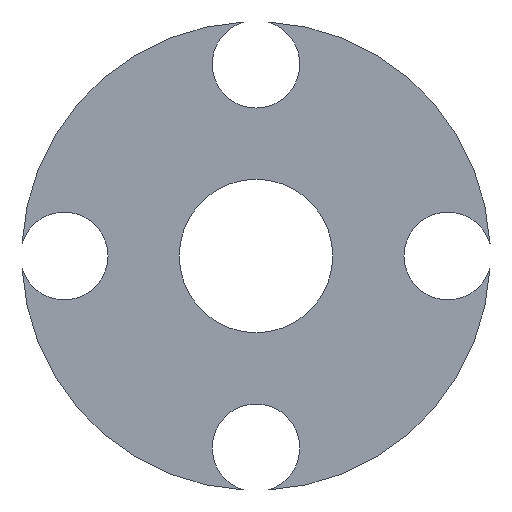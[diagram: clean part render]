
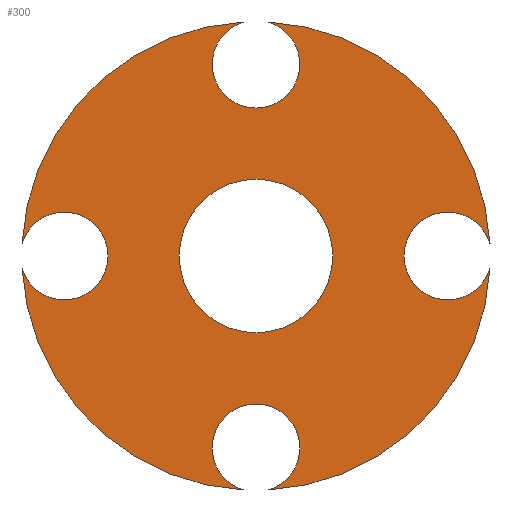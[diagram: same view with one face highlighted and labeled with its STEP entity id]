
A CAD part, left-side view. The second image highlights one B-rep face of the part: STEP entity #300.
In plain terms, the highlighted planar face has unit normal (-1, 0, 0).
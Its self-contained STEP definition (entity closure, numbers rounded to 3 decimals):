
#8 = AXIS2_PLACEMENT_3D ( 'NONE', #479, #214, #483 ) ;
#14 = PLANE ( 'NONE',  #279 ) ;
#16 = CARTESIAN_POINT ( 'NONE',  ( 3.4, -7., 1.6 ) ) ;
#20 = ORIENTED_EDGE ( 'NONE', *, *, #76, .F. ) ;
#25 = ORIENTED_EDGE ( 'NONE', *, *, #30, .F. ) ;
#30 = EDGE_CURVE ( 'NONE', #330, #59, #164, .T. ) ;
#33 = DIRECTION ( 'NONE',  ( 0., 0., -1. ) ) ;
#36 = AXIS2_PLACEMENT_3D ( 'NONE', #274, #43, #177 ) ;
#37 = CIRCLE ( 'NONE', #8, 1.6 ) ;
#43 = DIRECTION ( 'NONE',  ( -1., 0., 0. ) ) ;
#49 = VERTEX_POINT ( 'NONE', #438 ) ;
#52 = VERTEX_POINT ( 'NONE', #396 ) ;
#59 = VERTEX_POINT ( 'NONE', #571 ) ;
#64 = CIRCLE ( 'NONE', #136, 1.6 ) ;
#65 = ORIENTED_EDGE ( 'NONE', *, *, #293, .T. ) ;
#66 = DIRECTION ( 'NONE',  ( 0., 0., -1. ) ) ;
#67 = VERTEX_POINT ( 'NONE', #354 ) ;
#69 = CARTESIAN_POINT ( 'NONE',  ( 3.4, 0., 0. ) ) ;
#71 = CIRCLE ( 'NONE', #402, 8.55 ) ;
#73 = ORIENTED_EDGE ( 'NONE', *, *, #392, .T. ) ;
#74 = CIRCLE ( 'NONE', #544, 1.6 ) ;
#76 = EDGE_CURVE ( 'NONE', #550, #558, #393, .T. ) ;
#78 = CARTESIAN_POINT ( 'NONE',  ( 3.4, 0., 0. ) ) ;
#99 = CIRCLE ( 'NONE', #36, 1.6 ) ;
#105 = FACE_BOUND ( 'NONE', #237, .T. ) ;
#109 = CARTESIAN_POINT ( 'NONE',  ( 3.4, 0., 0. ) ) ;
#110 = CIRCLE ( 'NONE', #175, 8.55 ) ;
#111 = VERTEX_POINT ( 'NONE', #304 ) ;
#118 = CARTESIAN_POINT ( 'NONE',  ( 3.4, 7., 0. ) ) ;
#125 = EDGE_CURVE ( 'NONE', #382, #235, #64, .T. ) ;
#136 = AXIS2_PLACEMENT_3D ( 'NONE', #368, #318, #371 ) ;
#143 = VERTEX_POINT ( 'NONE', #311 ) ;
#157 = EDGE_CURVE ( 'NONE', #382, #52, #200, .T. ) ;
#163 = DIRECTION ( 'NONE',  ( -1., 0., 0. ) ) ;
#164 = CIRCLE ( 'NONE', #394, 1.6 ) ;
#172 = DIRECTION ( 'NONE',  ( -1., 0., 0. ) ) ;
#175 = AXIS2_PLACEMENT_3D ( 'NONE', #212, #172, #344 ) ;
#176 = DIRECTION ( 'NONE',  ( 0., 0., -1. ) ) ;
#177 = DIRECTION ( 'NONE',  ( 0., 0., -1. ) ) ;
#178 = EDGE_CURVE ( 'NONE', #143, #49, #74, .T. ) ;
#183 = DIRECTION ( 'NONE',  ( 0., 0., -1. ) ) ;
#185 = ORIENTED_EDGE ( 'NONE', *, *, #266, .F. ) ;
#186 = AXIS2_PLACEMENT_3D ( 'NONE', #540, #450, #453 ) ;
#198 = FACE_OUTER_BOUND ( 'NONE', #225, .T. ) ;
#200 = CIRCLE ( 'NONE', #563, 8.55 ) ;
#212 = CARTESIAN_POINT ( 'NONE',  ( 3.4, 0., 0. ) ) ;
#214 = DIRECTION ( 'NONE',  ( -1., 0., 0. ) ) ;
#219 = DIRECTION ( 'NONE',  ( 0., 0., -1. ) ) ;
#225 = EDGE_LOOP ( 'NONE', ( #512, #425, #435, #430, #369, #25, #185, #65, #346, #261, #20, #292, #314 ) ) ;
#230 = EDGE_CURVE ( 'NONE', #377, #550, #99, .T. ) ;
#235 = VERTEX_POINT ( 'NONE', #357 ) ;
#237 = EDGE_LOOP ( 'NONE', ( #73, #541 ) ) ;
#238 = EDGE_CURVE ( 'NONE', #67, #377, #440, .T. ) ;
#239 = CARTESIAN_POINT ( 'NONE',  ( 3.4, 7., -1.6 ) ) ;
#246 = DIRECTION ( 'NONE',  ( 1., 0., 0. ) ) ;
#252 = AXIS2_PLACEMENT_3D ( 'NONE', #294, #442, #301 ) ;
#260 = CIRCLE ( 'NONE', #403, 1.6 ) ;
#261 = ORIENTED_EDGE ( 'NONE', *, *, #478, .T. ) ;
#266 = EDGE_CURVE ( 'NONE', #358, #330, #260, .T. ) ;
#267 = CARTESIAN_POINT ( 'NONE',  ( 3.4, 7., 0. ) ) ;
#268 = DIRECTION ( 'NONE',  ( 0., 0., -1. ) ) ;
#269 = CARTESIAN_POINT ( 'NONE',  ( 3.4, 0., 0. ) ) ;
#274 = CARTESIAN_POINT ( 'NONE',  ( 3.4, -7., 0. ) ) ;
#279 = AXIS2_PLACEMENT_3D ( 'NONE', #109, #511, #66 ) ;
#291 = CARTESIAN_POINT ( 'NONE',  ( 3.4, 8.539, -0.438 ) ) ;
#292 = ORIENTED_EDGE ( 'NONE', *, *, #230, .F. ) ;
#293 = EDGE_CURVE ( 'NONE', #358, #49, #580, .T. ) ;
#294 = CARTESIAN_POINT ( 'NONE',  ( 3.4, 0., 0. ) ) ;
#295 = VERTEX_POINT ( 'NONE', #464 ) ;
#300 = ADVANCED_FACE ( 'NONE', ( #198, #105 ), #14, .F. ) ;
#301 = DIRECTION ( 'NONE',  ( 0., 0., -1. ) ) ;
#304 = CARTESIAN_POINT ( 'NONE',  ( 3.4, 0., -2.8 ) ) ;
#311 = CARTESIAN_POINT ( 'NONE',  ( 3.4, -0.438, -8.539 ) ) ;
#313 = CARTESIAN_POINT ( 'NONE',  ( 3.4, 7., 0. ) ) ;
#314 = ORIENTED_EDGE ( 'NONE', *, *, #238, .F. ) ;
#318 = DIRECTION ( 'NONE',  ( -1., 0., 0. ) ) ;
#323 = DIRECTION ( 'NONE',  ( -1., 0., 0. ) ) ;
#326 = CARTESIAN_POINT ( 'NONE',  ( 3.4, 0., 0. ) ) ;
#330 = VERTEX_POINT ( 'NONE', #239 ) ;
#334 = CIRCLE ( 'NONE', #252, 2.8 ) ;
#344 = DIRECTION ( 'NONE',  ( 0., 0., -1. ) ) ;
#346 = ORIENTED_EDGE ( 'NONE', *, *, #178, .F. ) ;
#348 = CARTESIAN_POINT ( 'NONE',  ( 3.4, -7., 0. ) ) ;
#354 = CARTESIAN_POINT ( 'NONE',  ( 3.4, -8.539, 0.438 ) ) ;
#356 = CIRCLE ( 'NONE', #432, 2.8 ) ;
#357 = CARTESIAN_POINT ( 'NONE',  ( 3.4, 0., 5.4 ) ) ;
#358 = VERTEX_POINT ( 'NONE', #291 ) ;
#359 = CARTESIAN_POINT ( 'NONE',  ( 3.4, -8.539, -0.438 ) ) ;
#363 = DIRECTION ( 'NONE',  ( -1., 0., 0. ) ) ;
#368 = CARTESIAN_POINT ( 'NONE',  ( 3.4, 0., 7. ) ) ;
#369 = ORIENTED_EDGE ( 'NONE', *, *, #565, .F. ) ;
#371 = DIRECTION ( 'NONE',  ( 0., 0., -1. ) ) ;
#373 = CIRCLE ( 'NONE', #480, 1.6 ) ;
#376 = CARTESIAN_POINT ( 'NONE',  ( 3.4, 0.438, 8.539 ) ) ;
#377 = VERTEX_POINT ( 'NONE', #16 ) ;
#381 = DIRECTION ( 'NONE',  ( 0., 0., -1. ) ) ;
#382 = VERTEX_POINT ( 'NONE', #376 ) ;
#385 = DIRECTION ( 'NONE',  ( -1., 0., 0. ) ) ;
#392 = EDGE_CURVE ( 'NONE', #111, #447, #356, .T. ) ;
#393 = CIRCLE ( 'NONE', #449, 1.6 ) ;
#394 = AXIS2_PLACEMENT_3D ( 'NONE', #118, #398, #268 ) ;
#396 = CARTESIAN_POINT ( 'NONE',  ( 3.4, 8.539, 0.438 ) ) ;
#397 = CARTESIAN_POINT ( 'NONE',  ( 3.4, 0., 2.8 ) ) ;
#398 = DIRECTION ( 'NONE',  ( -1., 0., 0. ) ) ;
#400 = DIRECTION ( 'NONE',  ( -1., 0., 0. ) ) ;
#402 = AXIS2_PLACEMENT_3D ( 'NONE', #78, #400, #33 ) ;
#403 = AXIS2_PLACEMENT_3D ( 'NONE', #313, #456, #183 ) ;
#408 = EDGE_CURVE ( 'NONE', #67, #295, #110, .T. ) ;
#410 = DIRECTION ( 'NONE',  ( 0., 0., -1. ) ) ;
#425 = ORIENTED_EDGE ( 'NONE', *, *, #433, .F. ) ;
#429 = DIRECTION ( 'NONE',  ( 0., 0., -1. ) ) ;
#430 = ORIENTED_EDGE ( 'NONE', *, *, #157, .T. ) ;
#432 = AXIS2_PLACEMENT_3D ( 'NONE', #69, #246, #429 ) ;
#433 = EDGE_CURVE ( 'NONE', #235, #295, #37, .T. ) ;
#435 = ORIENTED_EDGE ( 'NONE', *, *, #125, .F. ) ;
#438 = CARTESIAN_POINT ( 'NONE',  ( 3.4, 0.438, -8.539 ) ) ;
#440 = CIRCLE ( 'NONE', #186, 1.6 ) ;
#442 = DIRECTION ( 'NONE',  ( 1., 0., 0. ) ) ;
#444 = EDGE_CURVE ( 'NONE', #447, #111, #334, .T. ) ;
#447 = VERTEX_POINT ( 'NONE', #397 ) ;
#449 = AXIS2_PLACEMENT_3D ( 'NONE', #348, #163, #531 ) ;
#450 = DIRECTION ( 'NONE',  ( -1., 0., 0. ) ) ;
#453 = DIRECTION ( 'NONE',  ( 0., 0., -1. ) ) ;
#456 = DIRECTION ( 'NONE',  ( -1., 0., 0. ) ) ;
#464 = CARTESIAN_POINT ( 'NONE',  ( 3.4, -0.438, 8.539 ) ) ;
#472 = AXIS2_PLACEMENT_3D ( 'NONE', #326, #385, #381 ) ;
#478 = EDGE_CURVE ( 'NONE', #143, #558, #71, .T. ) ;
#479 = CARTESIAN_POINT ( 'NONE',  ( 3.4, 0., 7. ) ) ;
#480 = AXIS2_PLACEMENT_3D ( 'NONE', #267, #363, #176 ) ;
#483 = DIRECTION ( 'NONE',  ( 0., 0., -1. ) ) ;
#496 = CARTESIAN_POINT ( 'NONE',  ( 3.4, -7., -1.6 ) ) ;
#507 = CARTESIAN_POINT ( 'NONE',  ( 3.4, 0., -7. ) ) ;
#509 = DIRECTION ( 'NONE',  ( -1., 0., 0. ) ) ;
#511 = DIRECTION ( 'NONE',  ( 1., 0., 0. ) ) ;
#512 = ORIENTED_EDGE ( 'NONE', *, *, #408, .T. ) ;
#531 = DIRECTION ( 'NONE',  ( 0., 0., -1. ) ) ;
#540 = CARTESIAN_POINT ( 'NONE',  ( 3.4, -7., 0. ) ) ;
#541 = ORIENTED_EDGE ( 'NONE', *, *, #444, .T. ) ;
#544 = AXIS2_PLACEMENT_3D ( 'NONE', #507, #509, #410 ) ;
#550 = VERTEX_POINT ( 'NONE', #496 ) ;
#558 = VERTEX_POINT ( 'NONE', #359 ) ;
#563 = AXIS2_PLACEMENT_3D ( 'NONE', #269, #323, #219 ) ;
#565 = EDGE_CURVE ( 'NONE', #59, #52, #373, .T. ) ;
#571 = CARTESIAN_POINT ( 'NONE',  ( 3.4, 7., 1.6 ) ) ;
#580 = CIRCLE ( 'NONE', #472, 8.55 ) ;
